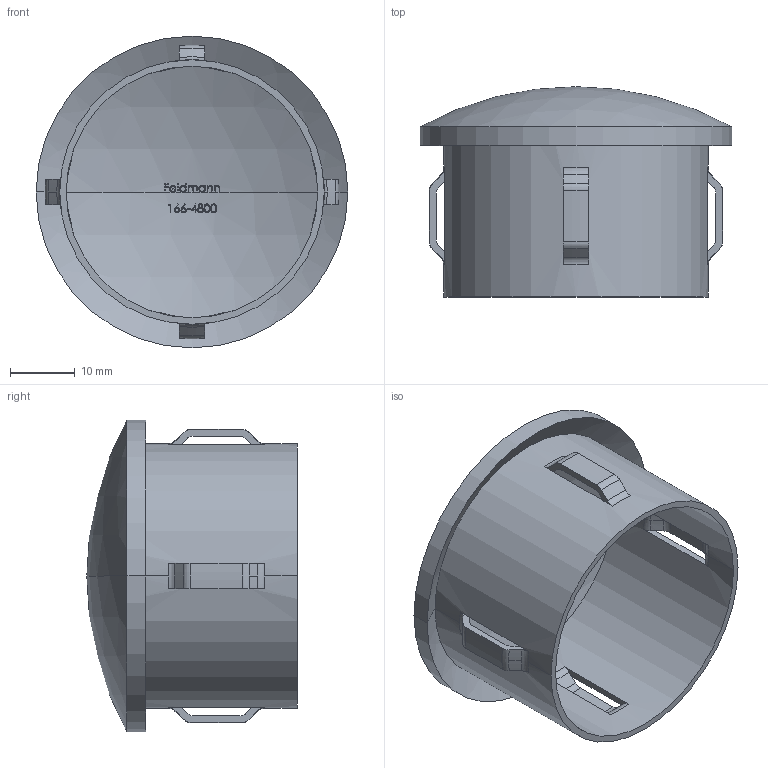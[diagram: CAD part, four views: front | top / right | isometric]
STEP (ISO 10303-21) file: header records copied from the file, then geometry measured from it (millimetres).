
FILE_DESCRIPTION (( 'STEP AP203' ), '1' );
FILE_NAME ('166-4800.step', '2019-09-13T12:01:26', ( '' ), ( '' ), 'SwSTEP 2.0', 'SolidWorks 2015', '' );
FILE_SCHEMA (( 'CONFIG_CONTROL_DESIGN' ));
Length unit declared in the file: millimetre
Products named in the file (1): 166-4800
Bounding box: 48.3 x 32.6 x 48.3 mm (x, y, z)
Volume: 8159.3 mm3; surface area: 11067.7 mm2
Topology: 1 solids, 1 shells, 318 faces, 871 edges, 562 vertices
Faces by surface type: bspline 101, plane 100, sphere 41, torus 40, cone 20, cylinder 16
Entity records: 14860 total; most frequent: CARTESIAN_POINT 7374, ORIENTED_EDGE 1742, DIRECTION 1278, EDGE_CURVE 871, VERTEX_POINT 562, AXIS2_PLACEMENT_3D 515, EDGE_LOOP 341, B_SPLINE_CURVE_WITH_KNOTS 326
